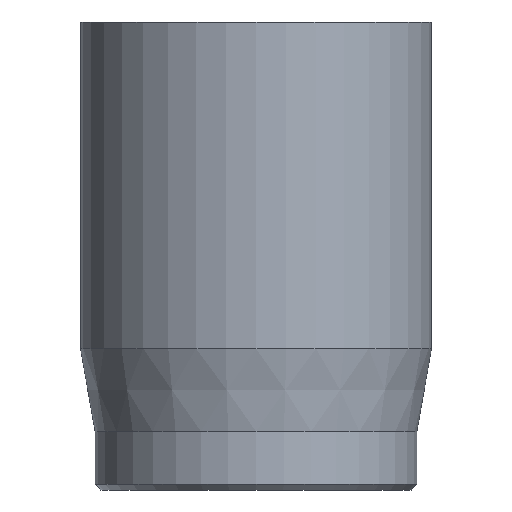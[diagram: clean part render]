
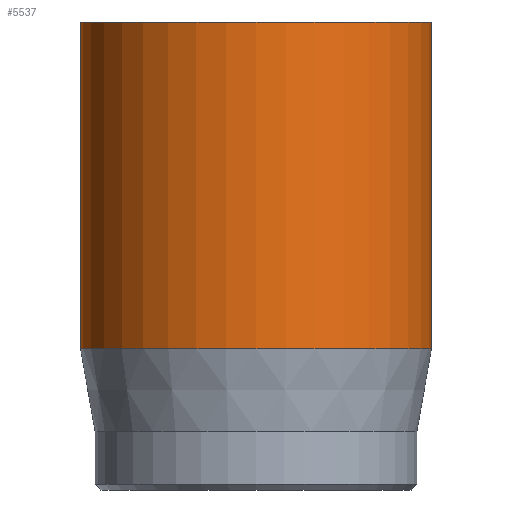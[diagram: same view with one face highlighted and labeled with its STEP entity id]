
A CAD part, front view. The second image highlights one B-rep face of the part: STEP entity #5537.
In plain terms, the highlighted cylindrical face has radius 3 mm (diameter 6 mm), a full revolution.
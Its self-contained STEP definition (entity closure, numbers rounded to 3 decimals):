
#31=CYLINDRICAL_SURFACE('',#5738,3.);
#45=CIRCLE('',#5711,3.);
#57=CIRCLE('',#5736,3.);
#58=CIRCLE('',#5737,3.);
#486=FACE_OUTER_BOUND('',#812,.T.);
#812=EDGE_LOOP('',(#4968,#4969,#4970,#4971,#4972));
#1233=LINE('',#10495,#1660);
#1660=VECTOR('',#6409,3.);
#2557=VERTEX_POINT('',#10446);
#2569=VERTEX_POINT('',#10489);
#2570=VERTEX_POINT('',#10490);
#3356=EDGE_CURVE('',#2557,#2557,#45,.T.);
#3374=EDGE_CURVE('',#2569,#2570,#57,.T.);
#3375=EDGE_CURVE('',#2570,#2569,#58,.T.);
#3377=EDGE_CURVE('',#2557,#2569,#1233,.T.);
#4968=ORIENTED_EDGE('',*,*,#3356,.T.);
#4969=ORIENTED_EDGE('',*,*,#3377,.T.);
#4970=ORIENTED_EDGE('',*,*,#3374,.T.);
#4971=ORIENTED_EDGE('',*,*,#3375,.T.);
#4972=ORIENTED_EDGE('',*,*,#3377,.F.);
#5537=ADVANCED_FACE('',(#486),#31,.T.);
#5711=AXIS2_PLACEMENT_3D('',#10447,#6346,#6347);
#5736=AXIS2_PLACEMENT_3D('',#10491,#6402,#6403);
#5737=AXIS2_PLACEMENT_3D('',#10492,#6404,#6405);
#5738=AXIS2_PLACEMENT_3D('',#10494,#6407,#6408);
#6346=DIRECTION('center_axis',(0.,0.,-1.));
#6347=DIRECTION('ref_axis',(-1.,0.,0.));
#6402=DIRECTION('center_axis',(0.,0.,1.));
#6403=DIRECTION('ref_axis',(-1.,0.,0.));
#6404=DIRECTION('center_axis',(0.,0.,1.));
#6405=DIRECTION('ref_axis',(-1.,0.,0.));
#6407=DIRECTION('center_axis',(0.,0.,1.));
#6408=DIRECTION('ref_axis',(-1.,0.,0.));
#6409=DIRECTION('',(0.,0.,-1.));
#10446=CARTESIAN_POINT('',(3.,0.,8.));
#10447=CARTESIAN_POINT('Origin',(0.,0.,8.));
#10489=CARTESIAN_POINT('',(3.,0.,2.418));
#10490=CARTESIAN_POINT('',(-3.,0.,2.418));
#10491=CARTESIAN_POINT('Origin',(0.,0.,2.418));
#10492=CARTESIAN_POINT('Origin',(0.,0.,2.418));
#10494=CARTESIAN_POINT('Origin',(0.,0.,0.));
#10495=CARTESIAN_POINT('',(3.,0.,0.));
